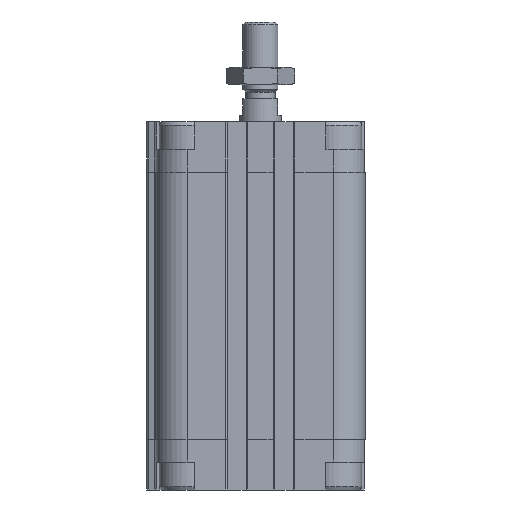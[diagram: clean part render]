
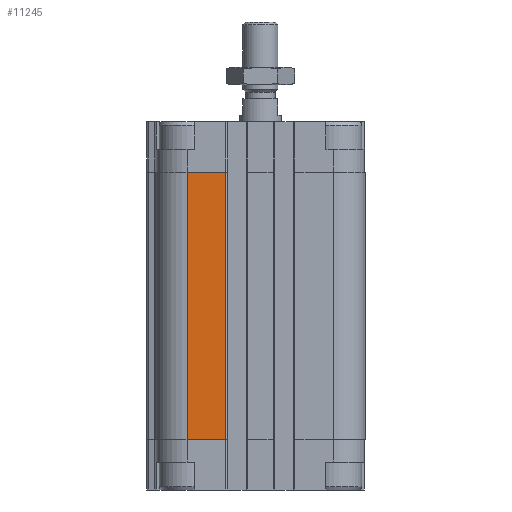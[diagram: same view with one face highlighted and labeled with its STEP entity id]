
A CAD part, left-side view. The second image highlights one B-rep face of the part: STEP entity #11245.
In plain terms, the highlighted face is planar.
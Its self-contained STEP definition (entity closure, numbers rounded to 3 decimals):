
#203=LINE('',#17004,#1245);
#540=LINE('',#17913,#1582);
#558=LINE('',#17997,#1600);
#559=LINE('',#17999,#1601);
#1245=VECTOR('',#13250,1000.);
#1582=VECTOR('',#14091,1000.);
#1600=VECTOR('',#14211,1000.);
#1601=VECTOR('',#14214,1000.);
#2252=PLANE('',#12177);
#4232=ORIENTED_EDGE('',*,*,#7081,.F.);
#4233=ORIENTED_EDGE('',*,*,#7123,.F.);
#4234=ORIENTED_EDGE('',*,*,#6622,.T.);
#4235=ORIENTED_EDGE('',*,*,#7124,.T.);
#6622=EDGE_CURVE('',#8256,#8255,#203,.T.);
#7081=EDGE_CURVE('',#8575,#8576,#540,.T.);
#7123=EDGE_CURVE('',#8256,#8575,#558,.T.);
#7124=EDGE_CURVE('',#8255,#8576,#559,.T.);
#8255=VERTEX_POINT('',#17003);
#8256=VERTEX_POINT('',#17005);
#8575=VERTEX_POINT('',#17912);
#8576=VERTEX_POINT('',#17914);
#9683=EDGE_LOOP('',(#4232,#4233,#4234,#4235));
#10453=FACE_BOUND('',#9683,.T.);
#11245=ADVANCED_FACE('',(#10453),#2252,.T.);
#12177=AXIS2_PLACEMENT_3D('',#17998,#14212,#14213);
#13250=DIRECTION('',(0.,1.,0.));
#14091=DIRECTION('',(0.,1.,0.));
#14211=DIRECTION('',(0.,0.,1.));
#14212=DIRECTION('',(1.,0.,0.));
#14213=DIRECTION('',(0.,0.,-1.));
#14214=DIRECTION('',(0.,0.,1.));
#17003=CARTESIAN_POINT('',(30.,-9.85,-91.));
#17004=CARTESIAN_POINT('',(30.,-21.,-91.));
#17005=CARTESIAN_POINT('',(30.,-21.,-91.));
#17912=CARTESIAN_POINT('',(30.,-21.,-14.5));
#17913=CARTESIAN_POINT('',(30.,-21.,-14.5));
#17914=CARTESIAN_POINT('',(30.,-9.85,-14.5));
#17997=CARTESIAN_POINT('',(30.,-21.,-91.));
#17998=CARTESIAN_POINT('',(30.,-21.,-91.));
#17999=CARTESIAN_POINT('',(30.,-9.85,-91.));
